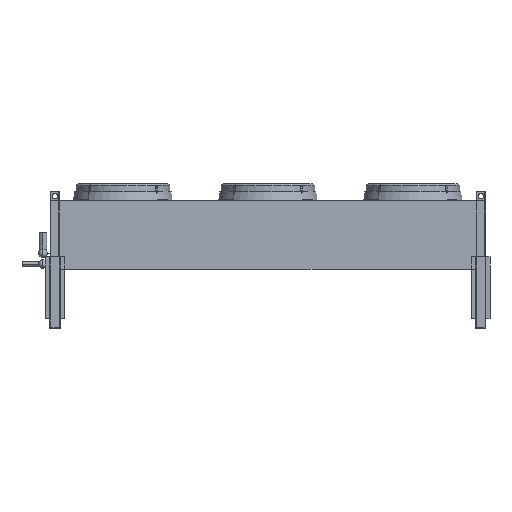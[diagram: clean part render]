
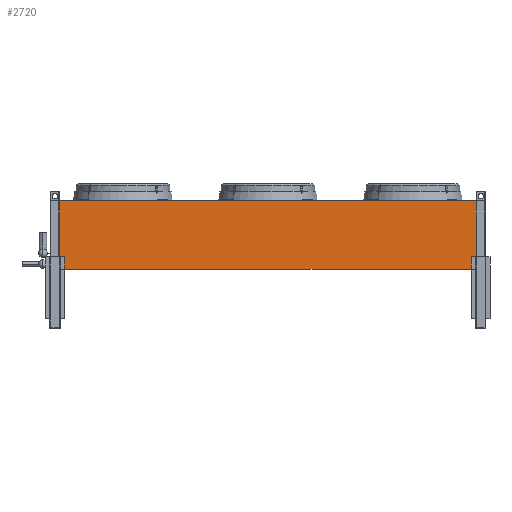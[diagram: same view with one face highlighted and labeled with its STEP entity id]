
A CAD part, front view. The second image highlights one B-rep face of the part: STEP entity #2720.
In plain terms, the highlighted planar face has unit normal (0, -1, 0).
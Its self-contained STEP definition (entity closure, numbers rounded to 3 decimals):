
#2720=ADVANCED_FACE('',(#5690),#5691,.F.);
#5690=FACE_OUTER_BOUND('',#8692,.T.);
#5691=PLANE('',#8693);
#8692=EDGE_LOOP('',(#17554,#17555,#17556,#17557));
#8693=AXIS2_PLACEMENT_3D('',#17558,#17559,#17560);
#17554=ORIENTED_EDGE('',*,*,#21210,.T.);
#17555=ORIENTED_EDGE('',*,*,#21211,.F.);
#17556=ORIENTED_EDGE('',*,*,#21137,.F.);
#17557=ORIENTED_EDGE('',*,*,#21208,.F.);
#17558=CARTESIAN_POINT('',(1549.4,-514.35,244.475));
#17559=DIRECTION('',(0.0,1.0,0.0));
#17560=DIRECTION('',(0.0,0.0,1.0));
#21137=EDGE_CURVE('',#26469,#26470,#26471,.T.);
#21208=EDGE_CURVE('',#26544,#26469,#26546,.T.);
#21210=EDGE_CURVE('',#26544,#26548,#26549,.T.);
#21211=EDGE_CURVE('',#26470,#26548,#26550,.T.);
#26469=VERTEX_POINT('',#37370);
#26470=VERTEX_POINT('',#37371);
#26471=LINE('',#37372,#37373);
#26544=VERTEX_POINT('',#37450);
#26546=LINE('',#37453,#37454);
#26548=VERTEX_POINT('',#37456);
#26549=LINE('',#37457,#37458);
#26550=LINE('',#37459,#37460);
#37370=CARTESIAN_POINT('',(3098.8,-514.35,488.95));
#37371=CARTESIAN_POINT('',(3098.8,-514.35,0.0));
#37372=CARTESIAN_POINT('',(3098.8,-514.35,244.475));
#37373=VECTOR('',#41566,25.4);
#37450=CARTESIAN_POINT('',(0.0,-514.35,488.95));
#37453=CARTESIAN_POINT('',(1549.4,-514.35,488.95));
#37454=VECTOR('',#41668,25.4);
#37456=CARTESIAN_POINT('',(0.0,-514.35,0.0));
#37457=CARTESIAN_POINT('',(0.0,-514.35,244.475));
#37458=VECTOR('',#41669,25.4);
#37459=CARTESIAN_POINT('',(1549.4,-514.35,0.0));
#37460=VECTOR('',#41670,25.4);
#41566=DIRECTION('',(0.0,0.0,-1.0));
#41668=DIRECTION('',(1.0,0.0,0.0));
#41669=DIRECTION('',(0.0,0.0,-1.0));
#41670=DIRECTION('',(-1.0,0.0,0.0));
